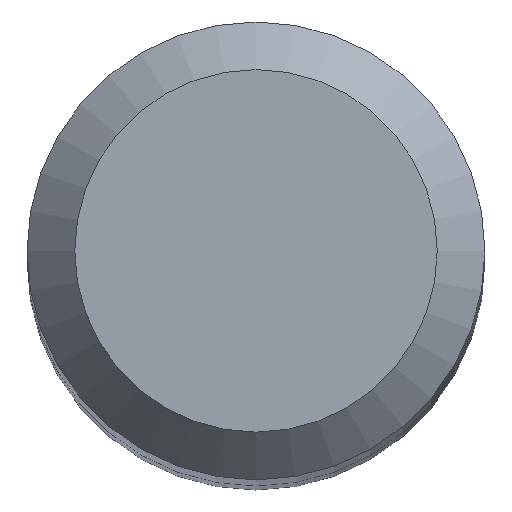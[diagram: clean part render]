
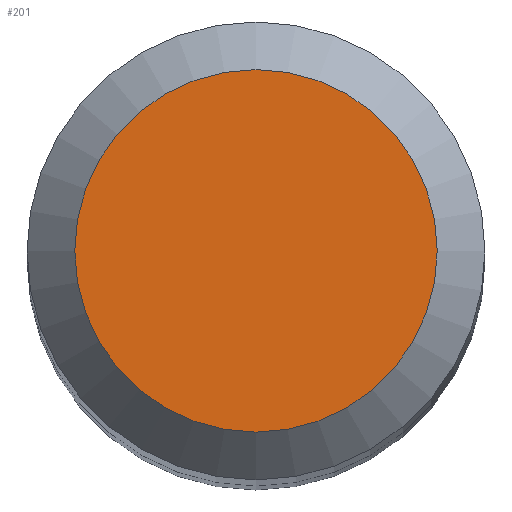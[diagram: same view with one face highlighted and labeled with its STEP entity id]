
A CAD part, top view. The second image highlights one B-rep face of the part: STEP entity #201.
In plain terms, the highlighted planar face has unit normal (0, 0, 1).
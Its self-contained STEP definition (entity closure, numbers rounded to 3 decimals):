
#5 = CARTESIAN_POINT ( 'NONE',  ( 0., 0., 62. ) ) ;
#6 = DIRECTION ( 'NONE',  ( 0., 1., 0. ) ) ;
#15 = EDGE_CURVE ( 'NONE', #164, #164, #32, .T. ) ;
#17 = EDGE_LOOP ( 'NONE', ( #100 ) ) ;
#31 = CARTESIAN_POINT ( 'NONE',  ( 0., 0., 62. ) ) ;
#32 = CIRCLE ( 'NONE', #49, 1.9 ) ;
#48 = DIRECTION ( 'NONE',  ( 0., 0., -1. ) ) ;
#49 = AXIS2_PLACEMENT_3D ( 'NONE', #31, #48, #116 ) ;
#75 = FACE_OUTER_BOUND ( 'NONE', #17, .T. ) ;
#100 = ORIENTED_EDGE ( 'NONE', *, *, #15, .F. ) ;
#116 = DIRECTION ( 'NONE',  ( 0., 1., 0. ) ) ;
#147 = AXIS2_PLACEMENT_3D ( 'NONE', #5, #150, #6 ) ;
#149 = PLANE ( 'NONE',  #147 ) ;
#150 = DIRECTION ( 'NONE',  ( 0., 0., -1. ) ) ;
#164 = VERTEX_POINT ( 'NONE', #177 ) ;
#177 = CARTESIAN_POINT ( 'NONE',  ( 0., 1.9, 62. ) ) ;
#201 = ADVANCED_FACE ( 'NONE', ( #75 ), #149, .F. ) ;
